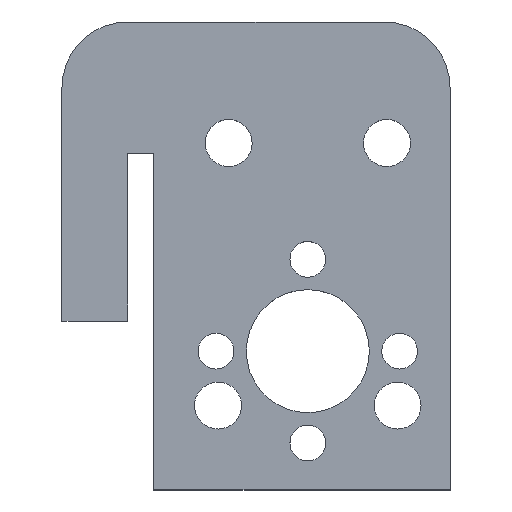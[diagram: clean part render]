
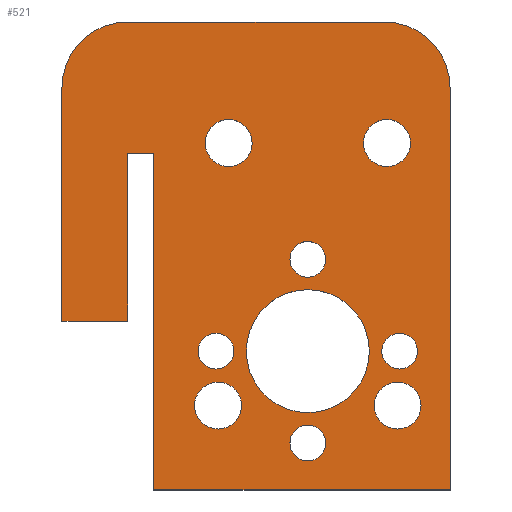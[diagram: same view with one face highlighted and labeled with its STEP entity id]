
A CAD part, top view. The second image highlights one B-rep face of the part: STEP entity #521.
In plain terms, the highlighted planar face has unit normal (0, 0, 1).
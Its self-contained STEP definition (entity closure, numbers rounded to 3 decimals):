
#28=FACE_BOUND('',#109,.T.);
#29=FACE_BOUND('',#110,.T.);
#30=FACE_BOUND('',#111,.T.);
#31=FACE_BOUND('',#112,.T.);
#32=FACE_BOUND('',#113,.T.);
#33=FACE_BOUND('',#114,.T.);
#34=FACE_BOUND('',#115,.T.);
#35=FACE_BOUND('',#116,.T.);
#36=FACE_BOUND('',#117,.T.);
#49=PLANE('',#585);
#74=FACE_OUTER_BOUND('',#108,.T.);
#108=EDGE_LOOP('',(#466,#467,#468,#469,#470,#471,#472,#473,#474,#475));
#109=EDGE_LOOP('',(#476));
#110=EDGE_LOOP('',(#477));
#111=EDGE_LOOP('',(#478));
#112=EDGE_LOOP('',(#479));
#113=EDGE_LOOP('',(#480));
#114=EDGE_LOOP('',(#481));
#115=EDGE_LOOP('',(#482));
#116=EDGE_LOOP('',(#483));
#117=EDGE_LOOP('',(#484));
#136=LINE('',#810,#181);
#138=LINE('',#814,#183);
#140=LINE('',#818,#185);
#142=LINE('',#822,#187);
#144=LINE('',#826,#189);
#146=LINE('',#830,#191);
#154=LINE('',#849,#199);
#162=LINE('',#874,#207);
#181=VECTOR('',#657,10.);
#183=VECTOR('',#661,10.);
#185=VECTOR('',#665,10.);
#187=VECTOR('',#669,10.);
#189=VECTOR('',#673,10.);
#191=VECTOR('',#677,10.);
#199=VECTOR('',#697,10.);
#207=VECTOR('',#727,10.);
#209=CIRCLE('',#539,2.5);
#211=CIRCLE('',#542,2.5);
#213=CIRCLE('',#545,2.5);
#215=CIRCLE('',#548,2.5);
#224=CIRCLE('',#559,7.);
#226=CIRCLE('',#573,1.905);
#227=CIRCLE('',#575,1.905);
#228=CIRCLE('',#577,1.905);
#229=CIRCLE('',#579,1.905);
#230=CIRCLE('',#581,6.55);
#231=CIRCLE('',#584,7.);
#233=VERTEX_POINT('',#741);
#235=VERTEX_POINT('',#747);
#237=VERTEX_POINT('',#753);
#239=VERTEX_POINT('',#759);
#259=VERTEX_POINT('',#802);
#260=VERTEX_POINT('',#804);
#261=VERTEX_POINT('',#808);
#262=VERTEX_POINT('',#812);
#263=VERTEX_POINT('',#816);
#264=VERTEX_POINT('',#820);
#265=VERTEX_POINT('',#824);
#266=VERTEX_POINT('',#828);
#271=VERTEX_POINT('',#848);
#272=VERTEX_POINT('',#852);
#273=VERTEX_POINT('',#856);
#274=VERTEX_POINT('',#860);
#275=VERTEX_POINT('',#864);
#276=VERTEX_POINT('',#868);
#277=VERTEX_POINT('',#872);
#280=EDGE_CURVE('',#233,#233,#209,.T.);
#283=EDGE_CURVE('',#235,#235,#211,.T.);
#286=EDGE_CURVE('',#237,#237,#213,.T.);
#289=EDGE_CURVE('',#239,#239,#215,.T.);
#310=EDGE_CURVE('',#260,#259,#224,.T.);
#313=EDGE_CURVE('',#259,#261,#136,.T.);
#315=EDGE_CURVE('',#261,#262,#138,.T.);
#317=EDGE_CURVE('',#262,#263,#140,.T.);
#319=EDGE_CURVE('',#263,#264,#142,.T.);
#321=EDGE_CURVE('',#264,#265,#144,.T.);
#323=EDGE_CURVE('',#265,#266,#146,.T.);
#332=EDGE_CURVE('',#271,#260,#154,.T.);
#334=EDGE_CURVE('',#272,#272,#226,.T.);
#336=EDGE_CURVE('',#273,#273,#227,.T.);
#338=EDGE_CURVE('',#274,#274,#228,.T.);
#340=EDGE_CURVE('',#275,#275,#229,.T.);
#342=EDGE_CURVE('',#276,#276,#230,.T.);
#345=EDGE_CURVE('',#266,#277,#162,.T.);
#346=EDGE_CURVE('',#277,#271,#231,.T.);
#466=ORIENTED_EDGE('',*,*,#346,.T.);
#467=ORIENTED_EDGE('',*,*,#332,.T.);
#468=ORIENTED_EDGE('',*,*,#310,.T.);
#469=ORIENTED_EDGE('',*,*,#313,.T.);
#470=ORIENTED_EDGE('',*,*,#315,.T.);
#471=ORIENTED_EDGE('',*,*,#317,.T.);
#472=ORIENTED_EDGE('',*,*,#319,.T.);
#473=ORIENTED_EDGE('',*,*,#321,.T.);
#474=ORIENTED_EDGE('',*,*,#323,.T.);
#475=ORIENTED_EDGE('',*,*,#345,.T.);
#476=ORIENTED_EDGE('',*,*,#280,.T.);
#477=ORIENTED_EDGE('',*,*,#283,.T.);
#478=ORIENTED_EDGE('',*,*,#286,.T.);
#479=ORIENTED_EDGE('',*,*,#289,.T.);
#480=ORIENTED_EDGE('',*,*,#342,.T.);
#481=ORIENTED_EDGE('',*,*,#340,.T.);
#482=ORIENTED_EDGE('',*,*,#338,.T.);
#483=ORIENTED_EDGE('',*,*,#336,.T.);
#484=ORIENTED_EDGE('',*,*,#334,.T.);
#521=ADVANCED_FACE('',(#74,#28,#29,#30,#31,#32,#33,#34,#35,#36),#49,.T.);
#539=AXIS2_PLACEMENT_3D('',#743,#596,#597);
#542=AXIS2_PLACEMENT_3D('',#749,#603,#604);
#545=AXIS2_PLACEMENT_3D('',#755,#610,#611);
#548=AXIS2_PLACEMENT_3D('',#761,#617,#618);
#559=AXIS2_PLACEMENT_3D('',#805,#651,#652);
#573=AXIS2_PLACEMENT_3D('',#853,#701,#702);
#575=AXIS2_PLACEMENT_3D('',#857,#706,#707);
#577=AXIS2_PLACEMENT_3D('',#861,#711,#712);
#579=AXIS2_PLACEMENT_3D('',#865,#716,#717);
#581=AXIS2_PLACEMENT_3D('',#869,#721,#722);
#584=AXIS2_PLACEMENT_3D('',#876,#730,#731);
#585=AXIS2_PLACEMENT_3D('',#877,#732,#733);
#596=DIRECTION('center_axis',(0.,0.,-1.));
#597=DIRECTION('ref_axis',(1.,0.,0.));
#603=DIRECTION('center_axis',(0.,0.,-1.));
#604=DIRECTION('ref_axis',(1.,0.,0.));
#610=DIRECTION('center_axis',(0.,0.,-1.));
#611=DIRECTION('ref_axis',(1.,0.,0.));
#617=DIRECTION('center_axis',(0.,0.,-1.));
#618=DIRECTION('ref_axis',(1.,0.,0.));
#651=DIRECTION('center_axis',(0.,0.,1.));
#652=DIRECTION('ref_axis',(0.,1.,0.));
#657=DIRECTION('',(0.,-1.,0.));
#661=DIRECTION('',(1.,0.,0.));
#665=DIRECTION('',(0.,1.,0.));
#669=DIRECTION('',(1.,0.,0.));
#673=DIRECTION('',(0.,-1.,0.));
#677=DIRECTION('',(1.,0.,0.));
#697=DIRECTION('',(-1.,0.,0.));
#701=DIRECTION('center_axis',(0.,0.,-1.));
#702=DIRECTION('ref_axis',(1.,0.,0.));
#706=DIRECTION('center_axis',(0.,0.,-1.));
#707=DIRECTION('ref_axis',(1.,0.,0.));
#711=DIRECTION('center_axis',(0.,0.,-1.));
#712=DIRECTION('ref_axis',(1.,0.,0.));
#716=DIRECTION('center_axis',(0.,0.,-1.));
#717=DIRECTION('ref_axis',(1.,0.,0.));
#721=DIRECTION('center_axis',(0.,0.,-1.));
#722=DIRECTION('ref_axis',(1.,0.,0.));
#727=DIRECTION('',(0.,1.,0.));
#730=DIRECTION('center_axis',(0.,0.,1.));
#731=DIRECTION('ref_axis',(1.,0.,0.));
#732=DIRECTION('center_axis',(0.,0.,1.));
#733=DIRECTION('ref_axis',(1.,0.,0.));
#741=CARTESIAN_POINT('',(25.108,18.955,2.75));
#743=CARTESIAN_POINT('Origin',(27.608,18.955,2.75));
#747=CARTESIAN_POINT('',(7.122,-9.,2.75));
#749=CARTESIAN_POINT('Origin',(9.622,-9.,2.75));
#753=CARTESIAN_POINT('',(8.252,18.955,2.75));
#755=CARTESIAN_POINT('Origin',(10.752,18.955,2.75));
#759=CARTESIAN_POINT('',(26.238,-9.,2.75));
#761=CARTESIAN_POINT('Origin',(28.738,-9.,2.75));
#802=CARTESIAN_POINT('',(-7.,24.844,2.75));
#804=CARTESIAN_POINT('',(0.,31.844,2.75));
#805=CARTESIAN_POINT('Origin',(0.,24.844,2.75));
#808=CARTESIAN_POINT('',(-7.,0.,2.75));
#810=CARTESIAN_POINT('',(-7.,24.844,2.75));
#812=CARTESIAN_POINT('',(0.,0.,2.75));
#814=CARTESIAN_POINT('',(-7.,0.,2.75));
#816=CARTESIAN_POINT('',(0.,17.844,2.75));
#818=CARTESIAN_POINT('',(0.,0.,2.75));
#820=CARTESIAN_POINT('',(2.8,17.844,2.75));
#822=CARTESIAN_POINT('',(0.,17.844,2.75));
#824=CARTESIAN_POINT('',(2.8,-17.985,2.75));
#826=CARTESIAN_POINT('',(2.8,17.844,2.75));
#828=CARTESIAN_POINT('',(34.328,-17.985,2.75));
#830=CARTESIAN_POINT('',(2.8,-17.985,2.75));
#848=CARTESIAN_POINT('',(27.328,31.844,2.75));
#849=CARTESIAN_POINT('',(27.328,31.844,2.75));
#852=CARTESIAN_POINT('',(17.275,6.573,2.75));
#853=CARTESIAN_POINT('Origin',(19.18,6.573,2.75));
#856=CARTESIAN_POINT('',(7.496,-3.206,2.75));
#857=CARTESIAN_POINT('Origin',(9.401,-3.206,2.75));
#860=CARTESIAN_POINT('',(17.275,-12.985,2.75));
#861=CARTESIAN_POINT('Origin',(19.18,-12.985,2.75));
#864=CARTESIAN_POINT('',(27.054,-3.206,2.75));
#865=CARTESIAN_POINT('Origin',(28.959,-3.206,2.75));
#868=CARTESIAN_POINT('',(12.63,-3.206,2.75));
#869=CARTESIAN_POINT('Origin',(19.18,-3.206,2.75));
#872=CARTESIAN_POINT('',(34.328,24.844,2.75));
#874=CARTESIAN_POINT('',(34.328,-17.985,2.75));
#876=CARTESIAN_POINT('Origin',(27.328,24.844,2.75));
#877=CARTESIAN_POINT('Origin',(13.664,6.93,2.75));
